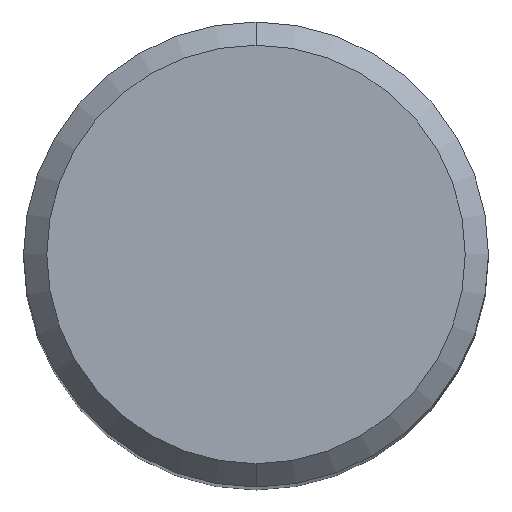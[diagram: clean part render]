
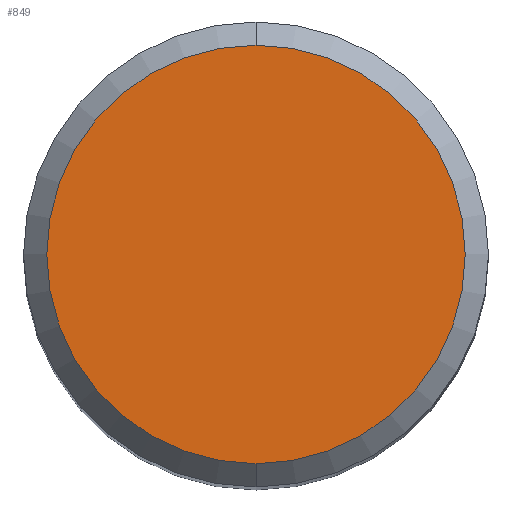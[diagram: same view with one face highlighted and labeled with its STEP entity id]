
A CAD part, top view. The second image highlights one B-rep face of the part: STEP entity #849.
In plain terms, the highlighted planar face has unit normal (0, 0, 1).
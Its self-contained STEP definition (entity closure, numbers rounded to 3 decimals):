
#675=VERTEX_POINT('',#1339);
#823=EDGE_CURVE('',#675,#835,#1503,.T.);
#835=VERTEX_POINT('',#1518);
#849=ADVANCED_FACE('',(#1534),#1535,.T.);
#947=EDGE_CURVE('',#835,#675,#1639,.T.);
#1339=CARTESIAN_POINT('',(0.,-5.4,0.0));
#1503=CIRCLE('',#7237,5.4);
#1518=CARTESIAN_POINT('',(0.0,5.4,0.0));
#1534=FACE_OUTER_BOUND('',#7270,.T.);
#1535=PLANE('',#7271);
#1639=CIRCLE('',#7755,5.4);
#7237=AXIS2_PLACEMENT_3D('',#8328,#8329,#8330);
#7270=EDGE_LOOP('',(#8384,#8385));
#7271=AXIS2_PLACEMENT_3D('',#8386,#8387,#8388);
#7755=AXIS2_PLACEMENT_3D('',#8463,#8464,#8465);
#8328=CARTESIAN_POINT('',(0.0,0.0,0.0));
#8329=DIRECTION('',(0.0,0.0,-1.0));
#8330=DIRECTION('',(0.0,1.0,0.0));
#8384=ORIENTED_EDGE('',*,*,#947,.F.);
#8385=ORIENTED_EDGE('',*,*,#823,.F.);
#8386=CARTESIAN_POINT('',(0.0,2.7,0.0));
#8387=DIRECTION('',(-0.0,0.0,1.0));
#8388=DIRECTION('',(0.0,-1.0,0.0));
#8463=CARTESIAN_POINT('',(0.0,0.0,0.0));
#8464=DIRECTION('',(0.0,0.0,-1.0));
#8465=DIRECTION('',(0.0,1.0,0.0));
